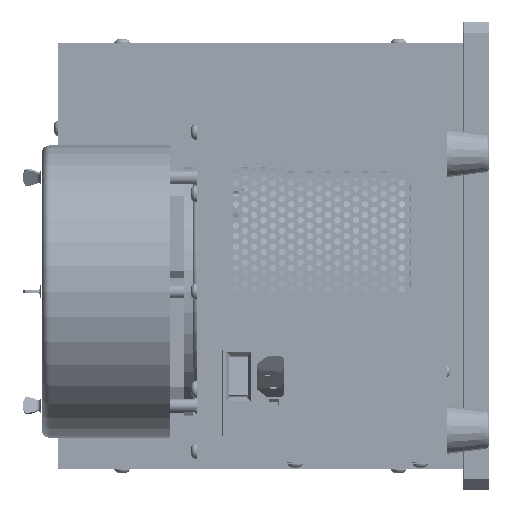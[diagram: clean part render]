
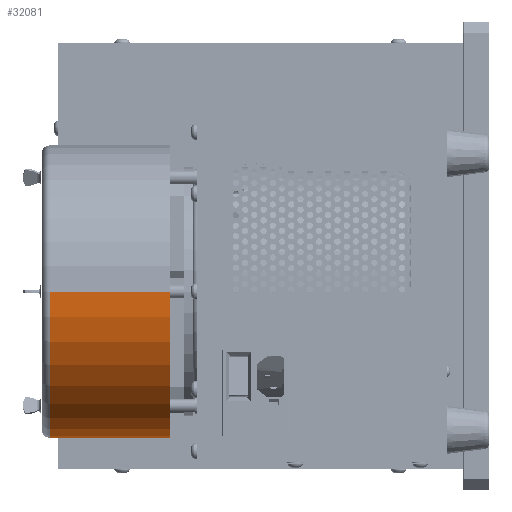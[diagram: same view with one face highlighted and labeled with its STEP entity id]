
A CAD part, left-side view. The second image highlights one B-rep face of the part: STEP entity #32081.
In plain terms, the highlighted cylindrical face has radius 87.249 mm (diameter 174.498 mm), a partial arc.
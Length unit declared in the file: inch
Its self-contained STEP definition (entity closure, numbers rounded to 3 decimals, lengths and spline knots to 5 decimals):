
#271 = ORIENTED_EDGE ( 'NONE', *, *, #51274, .F. ) ;
#19273 = LINE ( 'NONE', #192982, #50542 ) ;
#30789 = DIRECTION ( 'NONE',  ( 0., 1., 0. ) ) ;
#32081 = ADVANCED_FACE ( 'NONE', ( #52462 ), #115478, .T. ) ;
#34189 = ORIENTED_EDGE ( 'NONE', *, *, #94038, .F. ) ;
#38056 = VERTEX_POINT ( 'NONE', #124149 ) ;
#41715 = DIRECTION ( 'NONE',  ( 0., 1., 0. ) ) ;
#42871 = CARTESIAN_POINT ( 'NONE',  ( -13.30284, 12.05957, -0.8368 ) ) ;
#47951 = LINE ( 'NONE', #42871, #190584 ) ;
#50542 = VECTOR ( 'NONE', #116092, 39.37008 ) ;
#51274 = EDGE_CURVE ( 'NONE', #146185, #167168, #117613, .T. ) ;
#52462 = FACE_OUTER_BOUND ( 'NONE', #62278, .T. ) ;
#59339 = AXIS2_PLACEMENT_3D ( 'NONE', #123431, #30789, #138950 ) ;
#62278 = EDGE_LOOP ( 'NONE', ( #63685, #142756, #271, #34189 ) ) ;
#63685 = ORIENTED_EDGE ( 'NONE', *, *, #65541, .T. ) ;
#65541 = EDGE_CURVE ( 'NONE', #38056, #184569, #81705, .T. ) ;
#65576 = CARTESIAN_POINT ( 'NONE',  ( -9.86784, 12.05957, -0.8368 ) ) ;
#68124 = AXIS2_PLACEMENT_3D ( 'NONE', #65576, #96074, #173733 ) ;
#75969 = EDGE_CURVE ( 'NONE', #184569, #167168, #47951, .T. ) ;
#81705 = CIRCLE ( 'NONE', #59339, 3.435 ) ;
#94038 = EDGE_CURVE ( 'NONE', #38056, #146185, #19273, .T. ) ;
#96074 = DIRECTION ( 'NONE',  ( 0., 1., 0. ) ) ;
#101094 = CARTESIAN_POINT ( 'NONE',  ( -13.30284, 10.332, -0.8368 ) ) ;
#115478 = CYLINDRICAL_SURFACE ( 'NONE', #68124, 3.435 ) ;
#115616 = AXIS2_PLACEMENT_3D ( 'NONE', #134391, #41715, #149907 ) ;
#116092 = DIRECTION ( 'NONE',  ( 0., 1., 0. ) ) ;
#117613 = CIRCLE ( 'NONE', #115616, 3.435 ) ;
#123431 = CARTESIAN_POINT ( 'NONE',  ( -9.86784, 7.512, -0.8368 ) ) ;
#124149 = CARTESIAN_POINT ( 'NONE',  ( -6.43284, 7.512, -0.8368 ) ) ;
#134391 = CARTESIAN_POINT ( 'NONE',  ( -9.86784, 10.332, -0.8368 ) ) ;
#138950 = DIRECTION ( 'NONE',  ( 1., 0., 0. ) ) ;
#142756 = ORIENTED_EDGE ( 'NONE', *, *, #75969, .T. ) ;
#146185 = VERTEX_POINT ( 'NONE', #159811 ) ;
#149907 = DIRECTION ( 'NONE',  ( 1., 0., 0. ) ) ;
#151080 = DIRECTION ( 'NONE',  ( 0., 1., 0. ) ) ;
#159811 = CARTESIAN_POINT ( 'NONE',  ( -6.43284, 10.332, -0.8368 ) ) ;
#167168 = VERTEX_POINT ( 'NONE', #101094 ) ;
#173733 = DIRECTION ( 'NONE',  ( 1., 0., 0. ) ) ;
#182217 = CARTESIAN_POINT ( 'NONE',  ( -13.30284, 7.512, -0.8368 ) ) ;
#184569 = VERTEX_POINT ( 'NONE', #182217 ) ;
#190584 = VECTOR ( 'NONE', #151080, 39.37008 ) ;
#192982 = CARTESIAN_POINT ( 'NONE',  ( -6.43284, 12.05957, -0.8368 ) ) ;
